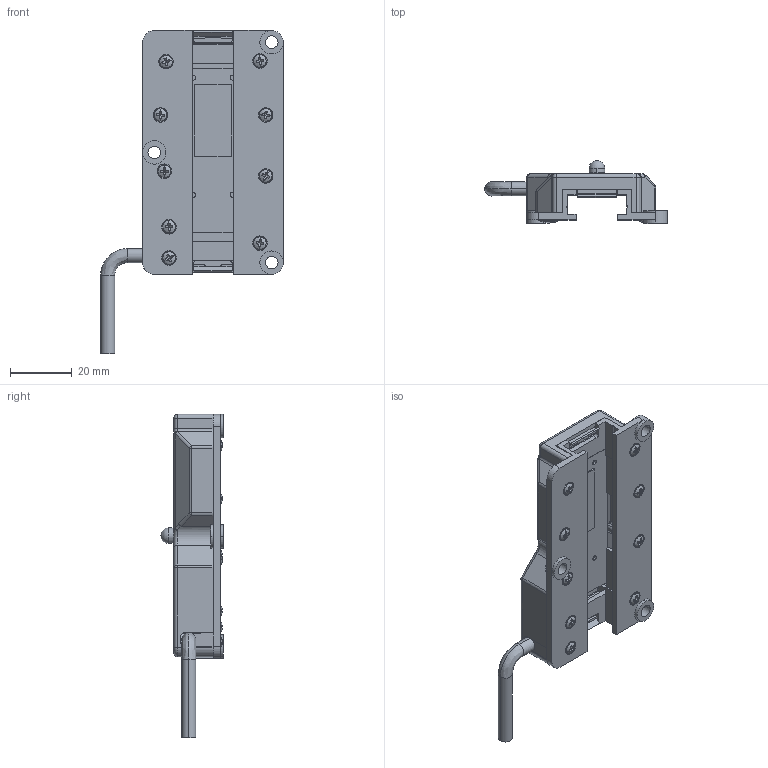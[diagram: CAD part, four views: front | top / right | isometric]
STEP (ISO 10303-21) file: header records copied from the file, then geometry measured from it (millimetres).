
FILE_DESCRIPTION (( 'STEP AP214' ), '1' );
FILE_NAME ('701-1900-xxx Series II Inductive Encoder (Models 190, 290, 390).STEP', '2020-07-16T19:37:42', ( '' ), ( '' ), 'SwSTEP 2.0', 'SolidWorks 2019', '' );
FILE_SCHEMA (( 'AUTOMOTIVE_DESIGN' ));
Length unit declared in the file: inch
Products named in the file (7): Round Cable; 750-0212-001 IND Rdhd processor; Readhead wiper; 100-2000-201 IND Readhead Housing; 701-1900-xxx Series II Inductive Encoder (Models 190, 290, 390); Readhead Screw; IND Readhead bearing
Assembly tree (15 placements, depth 2):
  701-1900-xxx Series II Inductive Encoder (Models 190, 290, 390)
    100-2000-201 IND Readhead Housing
    750-0212-001 IND Rdhd processor
    IND Readhead bearing
    Readhead Screw  x9
    Round Cable
    Readhead wiper  x2
Bounding box: 59.3 x 20.4 x 104.94 mm (x, y, z)
Volume: 21418 mm3; surface area: 24850.7 mm2
Topology: 15 solids, 15 shells, 968 faces, 2275 edges, 1367 vertices
Faces by surface type: plane 541, cylinder 308, torus 44, sphere 36, bspline 33, cone 6
Entity records: 20684 total; most frequent: CARTESIAN_POINT 4435, DIRECTION 3389, ORIENTED_EDGE 3296, EDGE_CURVE 1648, AXIS2_PLACEMENT_3D 1195, VERTEX_POINT 1030, VECTOR 999, LINE 999
